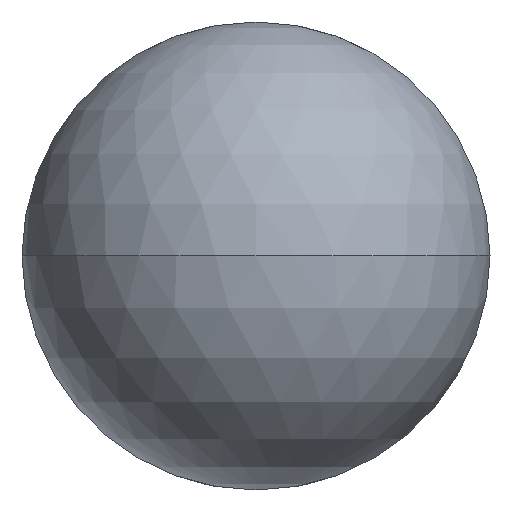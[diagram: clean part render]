
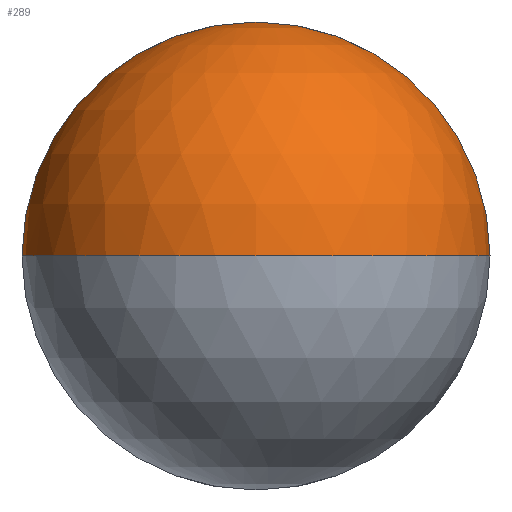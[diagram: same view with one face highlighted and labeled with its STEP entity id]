
A CAD part, front view. The second image highlights one B-rep face of the part: STEP entity #289.
In plain terms, the highlighted spherical face has radius 3.175 mm.
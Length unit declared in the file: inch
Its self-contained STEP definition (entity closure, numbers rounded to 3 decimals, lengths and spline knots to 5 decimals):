
#3 = CARTESIAN_POINT ( 'NONE',  ( 0., 0.125, 0. ) ) ;
#11 = AXIS2_PLACEMENT_3D ( 'NONE', #250, #189, #27 ) ;
#27 = DIRECTION ( 'NONE',  ( 1., 0., 0. ) ) ;
#30 = EDGE_CURVE ( 'NONE', #74, #67, #296, .T. ) ;
#34 = AXIS2_PLACEMENT_3D ( 'NONE', #286, #199, #194 ) ;
#54 = DIRECTION ( 'NONE',  ( 1., 0., 0. ) ) ;
#67 = VERTEX_POINT ( 'NONE', #126 ) ;
#74 = VERTEX_POINT ( 'NONE', #154 ) ;
#90 = ORIENTED_EDGE ( 'NONE', *, *, #246, .T. ) ;
#120 = DIRECTION ( 'NONE',  ( 0., 0., 1. ) ) ;
#126 = CARTESIAN_POINT ( 'NONE',  ( 0., 0., 0. ) ) ;
#127 = CIRCLE ( 'NONE', #337, 0.125 ) ;
#132 = EDGE_LOOP ( 'NONE', ( #90, #365, #188, #183 ) ) ;
#144 = DIRECTION ( 'NONE',  ( 0., -1., 0. ) ) ;
#154 = CARTESIAN_POINT ( 'NONE',  ( -0.125, 0.125, 0. ) ) ;
#157 = VERTEX_POINT ( 'NONE', #240 ) ;
#180 = VERTEX_POINT ( 'NONE', #335 ) ;
#183 = ORIENTED_EDGE ( 'NONE', *, *, #258, .T. ) ;
#188 = ORIENTED_EDGE ( 'NONE', *, *, #201, .F. ) ;
#189 = DIRECTION ( 'NONE',  ( 0., 0., 1. ) ) ;
#191 = CARTESIAN_POINT ( 'NONE',  ( 0., 0.125, 0. ) ) ;
#194 = DIRECTION ( 'NONE',  ( 0., 0., -1. ) ) ;
#195 = CIRCLE ( 'NONE', #34, 0.125 ) ;
#199 = DIRECTION ( 'NONE',  ( 0., -1., 0. ) ) ;
#201 = EDGE_CURVE ( 'NONE', #180, #67, #127, .T. ) ;
#240 = CARTESIAN_POINT ( 'NONE',  ( 0., 0.125, 0.125 ) ) ;
#246 = EDGE_CURVE ( 'NONE', #157, #74, #291, .T. ) ;
#250 = CARTESIAN_POINT ( 'NONE',  ( 0., 0.125, 0. ) ) ;
#254 = SPHERICAL_SURFACE ( 'NONE', #292, 0.125 ) ;
#258 = EDGE_CURVE ( 'NONE', #180, #157, #195, .T. ) ;
#274 = DIRECTION ( 'NONE',  ( -1., 0., 0. ) ) ;
#278 = AXIS2_PLACEMENT_3D ( 'NONE', #191, #144, #315 ) ;
#282 = FACE_OUTER_BOUND ( 'NONE', #132, .T. ) ;
#286 = CARTESIAN_POINT ( 'NONE',  ( 0., 0.125, 0. ) ) ;
#289 = ADVANCED_FACE ( 'NONE', ( #282 ), #254, .T. ) ;
#291 = CIRCLE ( 'NONE', #278, 0.125 ) ;
#292 = AXIS2_PLACEMENT_3D ( 'NONE', #3, #120, #54 ) ;
#296 = CIRCLE ( 'NONE', #11, 0.125 ) ;
#304 = CARTESIAN_POINT ( 'NONE',  ( 0., 0.125, 0. ) ) ;
#315 = DIRECTION ( 'NONE',  ( 0., 0., -1. ) ) ;
#335 = CARTESIAN_POINT ( 'NONE',  ( 0.125, 0.125, 0. ) ) ;
#337 = AXIS2_PLACEMENT_3D ( 'NONE', #304, #367, #274 ) ;
#365 = ORIENTED_EDGE ( 'NONE', *, *, #30, .T. ) ;
#367 = DIRECTION ( 'NONE',  ( 0., 0., -1. ) ) ;
